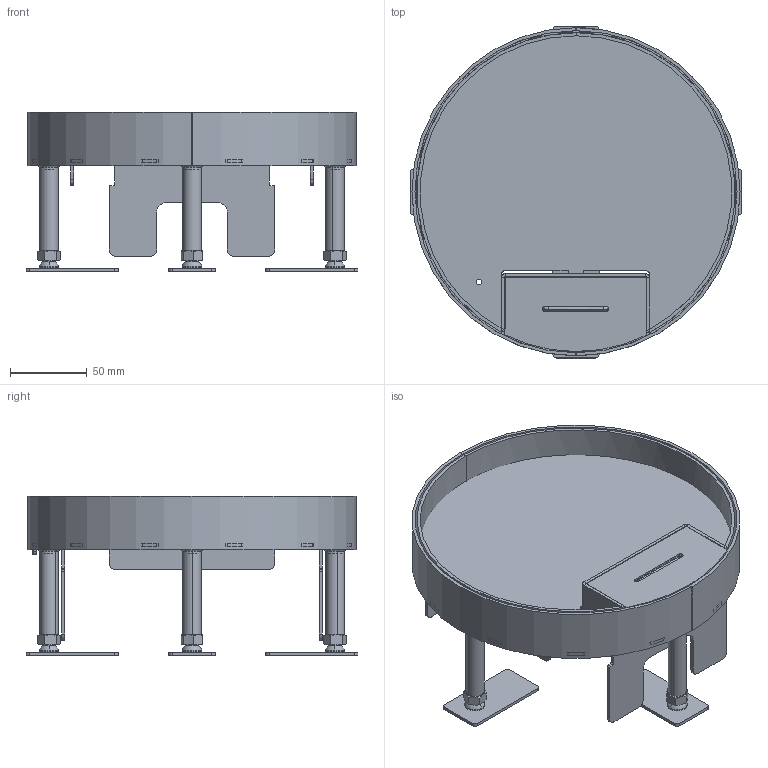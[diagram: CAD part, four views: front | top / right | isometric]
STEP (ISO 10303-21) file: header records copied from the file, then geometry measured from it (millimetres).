
FILE_DESCRIPTION((''),'2;1');
FILE_NAME('7409258_ASM','2014-06-05T',('AndreasKeweloh'),(''),'PRO/ENGINEER BY PARAMETRIC TECHNOLOGY CORPORATION, 2014000','PRO/ENGINEER BY PARAMETRIC TECHNOLOGY CORPORATION, 2014000','');
FILE_SCHEMA(('CONFIG_CONTROL_DESIGN'));
Length unit declared in the file: millimetre
Products named in the file (17): STAHLEINLAGE_RUNDE_KASSETTE_R4_; MODIFIZIERT_KASSETTENRING_INNEN; SCHNURAUSLASSAUFNAHME_43849EA_K; 046379; 039563_40675BB; 039504; SCHNURAUSLASS_KOMPL_KASSETTE_RU_ASM; OBERTEIL_R4_SCHNURAUSLASS_KASSE_ASM; 42389C_BLINDNIET_GEK_RZT__EINBA; 35100012; 041819_L__70_MM; 041219; 044299_STELLFU__GERADE_ASM; AU_ENRING_RUNDE_KASSETTE_R4_438; RUNDE_KASSETTE_R4__UNTERTEIL_39; RUNDE_KASSETTE_R4__UNTERTEIL_KO_ASM; 7409258_ASM
Assembly tree (22 placements, depth 4):
  7409258_ASM
    OBERTEIL_R4_SCHNURAUSLASS_KASSE_ASM
      STAHLEINLAGE_RUNDE_KASSETTE_R4_
      MODIFIZIERT_KASSETTENRING_INNEN
      SCHNURAUSLASSAUFNAHME_43849EA_K
      SCHNURAUSLASS_KOMPL_KASSETTE_RU_ASM
        046379
        039563_40675BB
        039504
    RUNDE_KASSETTE_R4__UNTERTEIL_KO_ASM
      42389C_BLINDNIET_GEK_RZT__EINBA  x4
      044299_STELLFU__GERADE_ASM  x4
        35100012
        041819_L__70_MM
        041219
      AU_ENRING_RUNDE_KASSETTE_R4_438
      RUNDE_KASSETTE_R4__UNTERTEIL_39
Bounding box: 216.5 x 216.5 x 104.05 mm (x, y, z)
Volume: 317211.2 mm3; surface area: 263196.3 mm2
Topology: 24 solids, 24 shells, 992 faces, 2529 edges, 1592 vertices
Faces by surface type: plane 486, cylinder 323, cone 108, torus 36, bspline 23, sphere 16
Entity records: 20876 total; most frequent: CARTESIAN_POINT 4705, DIRECTION 3373, ORIENTED_EDGE 3338, EDGE_CURVE 1669, AXIS2_PLACEMENT_3D 1188, VERTEX_POINT 1073, VECTOR 997, LINE 997
